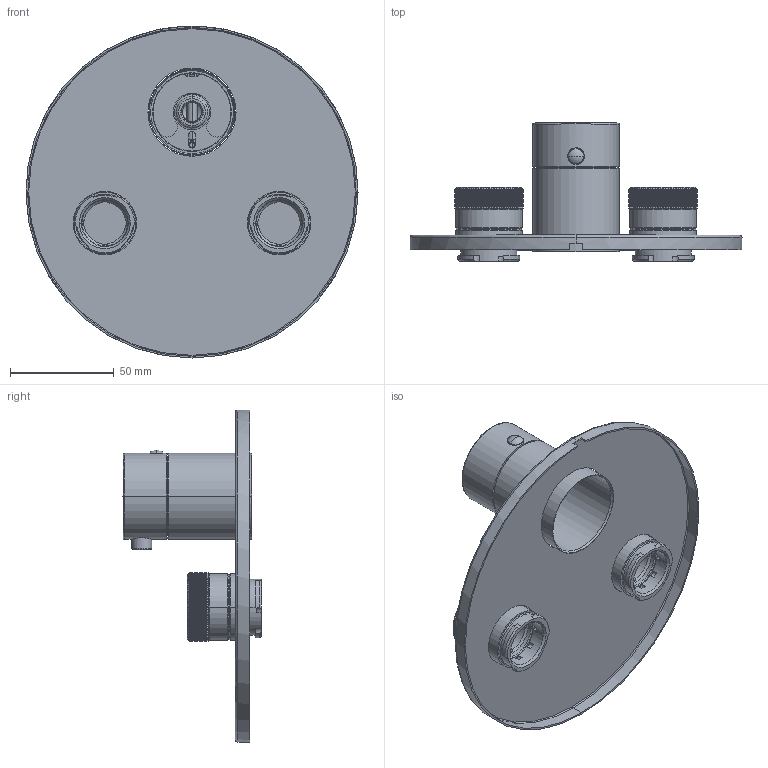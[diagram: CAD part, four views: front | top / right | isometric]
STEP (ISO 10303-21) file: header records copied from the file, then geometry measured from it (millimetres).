
FILE_DESCRIPTION((''),'2;1');
FILE_NAME('AIMA692E001','2023-09-07T16:27:47',('michelaferrini'),(''),'CREO PARAMETRIC BY PTC INC, 2022164','CREO PARAMETRIC BY PTC INC, 2022164','');
FILE_SCHEMA(('CONFIG_CONTROL_DESIGN'));
Products named in the file (10): SINMAC0010; AIMA692C003; AIMA005C001; AIMA005C002; SPLMAC0005; AIMA693C010; SRNMAC0009; AIMA693C017; AIMA693C012; AIMA692E001
Assembly tree (13 placements, depth 2):
  AIMA692E001
    SINMAC0010
    AIMA692C003
    AIMA005C001
    AIMA005C002
    SPLMAC0005
    AIMA693C010  x2
    SRNMAC0009  x2
    AIMA693C017  x2
    AIMA693C012  x2
Bounding box: 160 x 66.87 x 160 mm (x, y, z)
Volume: 61426.8 mm3; surface area: 88390.6 mm2
Topology: 13 solids, 15 shells, 9243 faces, 21776 edges, 12587 vertices
Faces by surface type: cylinder 2879, plane 2764, cone 2382, torus 1168, bspline 38, sphere 12
Entity records: 150414 total; most frequent: CARTESIAN_POINT 49885, ORIENTED_EDGE 22586, DIRECTION 18573, EDGE_CURVE 11298, AXIS2_PLACEMENT_3D 7767, VERTEX_POINT 6553, B_SPLINE_CURVE_WITH_KNOTS 5267, EDGE_LOOP 4829
